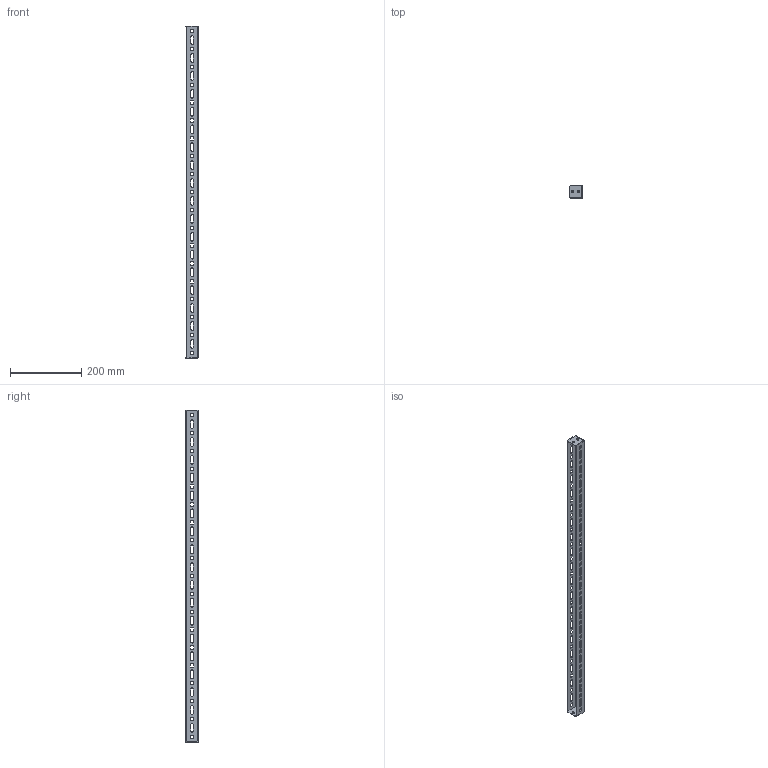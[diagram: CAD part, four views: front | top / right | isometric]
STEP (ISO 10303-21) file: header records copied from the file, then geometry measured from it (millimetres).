
FILE_DESCRIPTION (( 'STEP AP203' ), '1' );
FILE_NAME ('Ïîïåðå÷íàÿ ðåéêà FORD äëÿ êîðïóñà øèðèíîé 1000 (4øò.) EKF PROxima.STEP', '2020-10-26T06:37:16', ( '' ), ( '' ), 'SwSTEP 2.0', 'SolidWorks 2019', '' );
FILE_SCHEMA (( 'CONFIG_CONTROL_DESIGN' ));
Length unit declared in the file: millimetre
Products named in the file (1): Ïîïåðå÷íàÿ ðåéêà FORD äëÿ êîðïóñà øèðèíîé 1000 (4øò.) EKF PROxima
Bounding box: 36 x 36 x 929 mm (x, y, z)
Volume: 117880.7 mm3; surface area: 168542.3 mm2
Topology: 1 solids, 1 shells, 530 faces, 1552 edges, 1024 vertices
Faces by surface type: plane 362, cylinder 160, bspline 8
Entity records: 18325 total; most frequent: CARTESIAN_POINT 3511, ORIENTED_EDGE 3104, DIRECTION 2874, EDGE_CURVE 1552, VECTOR 1220, LINE 1220, VERTEX_POINT 1024, AXIS2_PLACEMENT_3D 827
